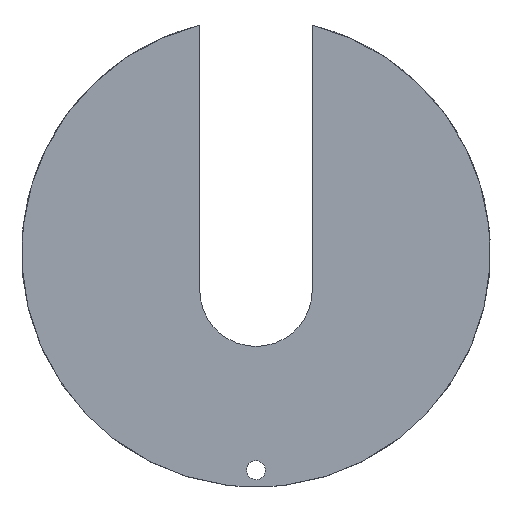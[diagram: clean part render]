
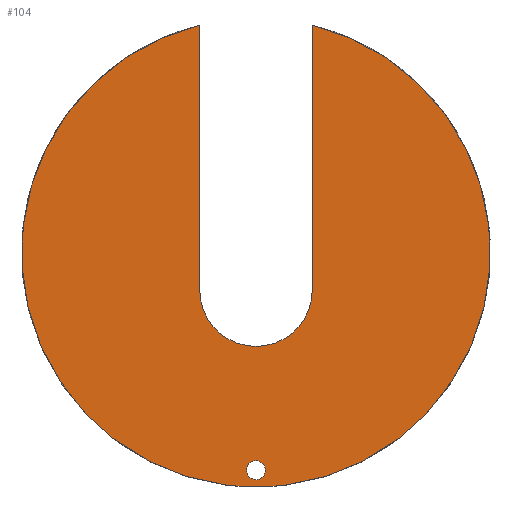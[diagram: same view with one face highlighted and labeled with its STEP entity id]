
A CAD part, top view. The second image highlights one B-rep face of the part: STEP entity #104.
In plain terms, the highlighted planar face has unit normal (0, 0, 1).
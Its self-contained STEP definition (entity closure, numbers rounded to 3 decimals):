
#34=AXIS2_PLACEMENT_3D('Plane Axis2P3D',#31,#32,#33) ;
#38=AXIS2_PLACEMENT_3D('Circle Axis2P3D',#36,#37,$) ;
#47=AXIS2_PLACEMENT_3D('Circle Axis2P3D',#45,#46,$) ;
#54=AXIS2_PLACEMENT_3D('Circle Axis2P3D',#52,#53,$) ;
#68=AXIS2_PLACEMENT_3D('Circle Axis2P3D',#66,#67,$) ;
#88=AXIS2_PLACEMENT_3D('Circle Axis2P3D',#86,#87,$) ;
#97=AXIS2_PLACEMENT_3D('Circle Axis2P3D',#95,#96,$) ;
#31=CARTESIAN_POINT('Axis2P3D Location',(0.,0.,4.)) ;
#36=CARTESIAN_POINT('Axis2P3D Location',(0.,0.,4.)) ;
#40=CARTESIAN_POINT('Vertex',(-6.,24.269,4.)) ;
#42=CARTESIAN_POINT('Vertex',(-3.128,-24.804,4.)) ;
#45=CARTESIAN_POINT('Axis2P3D Location',(0.,0.,4.)) ;
#49=CARTESIAN_POINT('Vertex',(3.128,-24.804,4.)) ;
#52=CARTESIAN_POINT('Axis2P3D Location',(0.,0.,4.)) ;
#56=CARTESIAN_POINT('Vertex',(6.,24.269,4.)) ;
#59=CARTESIAN_POINT('Line Origine',(6.,10.135,4.)) ;
#63=CARTESIAN_POINT('Vertex',(6.,-4.,4.)) ;
#66=CARTESIAN_POINT('Axis2P3D Location',(0.,-4.,4.)) ;
#70=CARTESIAN_POINT('Vertex',(-6.,-4.,4.)) ;
#73=CARTESIAN_POINT('Line Origine',(-6.,10.135,4.)) ;
#86=CARTESIAN_POINT('Axis2P3D Location',(0.,-23.2,4.)) ;
#90=CARTESIAN_POINT('Vertex',(0.883,-22.717,4.)) ;
#92=CARTESIAN_POINT('Vertex',(-0.883,-23.683,4.)) ;
#95=CARTESIAN_POINT('Axis2P3D Location',(0.,-23.2,4.)) ;
#32=DIRECTION('Axis2P3D Direction',(0.,0.,1.)) ;
#33=DIRECTION('Axis2P3D XDirection',(1.,0.,0.)) ;
#37=DIRECTION('Axis2P3D Direction',(0.,0.,1.)) ;
#46=DIRECTION('Axis2P3D Direction',(0.,0.,1.)) ;
#53=DIRECTION('Axis2P3D Direction',(0.,0.,1.)) ;
#60=DIRECTION('Vector Direction',(0.,-1.,0.)) ;
#67=DIRECTION('Axis2P3D Direction',(0.,0.,1.)) ;
#74=DIRECTION('Vector Direction',(0.,-1.,0.)) ;
#87=DIRECTION('Axis2P3D Direction',(0.,0.,1.)) ;
#96=DIRECTION('Axis2P3D Direction',(0.,0.,1.)) ;
#61=VECTOR('Line Direction',#60,1.) ;
#75=VECTOR('Line Direction',#74,1.) ;
#79=ORIENTED_EDGE('',*,*,#44,.T.) ;
#80=ORIENTED_EDGE('',*,*,#51,.T.) ;
#81=ORIENTED_EDGE('',*,*,#58,.T.) ;
#82=ORIENTED_EDGE('',*,*,#65,.T.) ;
#83=ORIENTED_EDGE('',*,*,#72,.T.) ;
#84=ORIENTED_EDGE('',*,*,#77,.T.) ;
#101=ORIENTED_EDGE('',*,*,#94,.F.) ;
#102=ORIENTED_EDGE('',*,*,#99,.F.) ;
#103=FACE_BOUND('',#100,.T.) ;
#104=ADVANCED_FACE('PartBody',(#85,#103),#35,.T.) ;
#39=CIRCLE('generated circle',#38,25.) ;
#48=CIRCLE('generated circle',#47,25.) ;
#55=CIRCLE('generated circle',#54,25.) ;
#69=CIRCLE('generated circle',#68,6.) ;
#89=CIRCLE('generated circle',#88,1.007) ;
#98=CIRCLE('generated circle',#97,1.007) ;
#44=EDGE_CURVE('',#41,#43,#39,.T.) ;
#51=EDGE_CURVE('',#43,#50,#48,.T.) ;
#58=EDGE_CURVE('',#50,#57,#55,.T.) ;
#65=EDGE_CURVE('',#57,#64,#62,.T.) ;
#72=EDGE_CURVE('',#64,#71,#69,.F.) ;
#77=EDGE_CURVE('',#71,#41,#76,.F.) ;
#94=EDGE_CURVE('',#91,#93,#89,.T.) ;
#99=EDGE_CURVE('',#93,#91,#98,.T.) ;
#78=EDGE_LOOP('',(#79,#80,#81,#82,#83,#84)) ;
#100=EDGE_LOOP('',(#101,#102)) ;
#85=FACE_OUTER_BOUND('',#78,.T.) ;
#62=LINE('Line',#59,#61) ;
#76=LINE('Line',#73,#75) ;
#35=PLANE('',#34) ;
#41=VERTEX_POINT('',#40) ;
#43=VERTEX_POINT('',#42) ;
#50=VERTEX_POINT('',#49) ;
#57=VERTEX_POINT('',#56) ;
#64=VERTEX_POINT('',#63) ;
#71=VERTEX_POINT('',#70) ;
#91=VERTEX_POINT('',#90) ;
#93=VERTEX_POINT('',#92) ;
